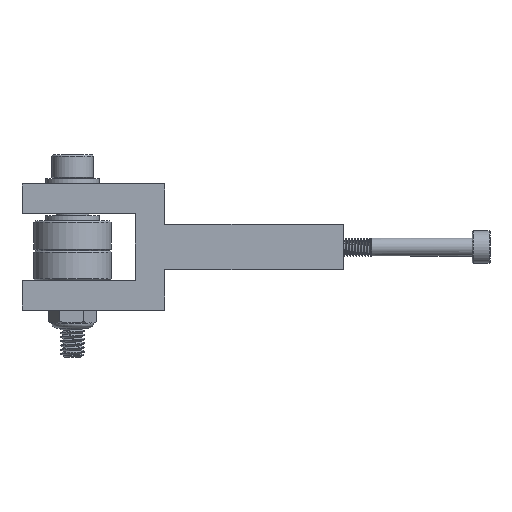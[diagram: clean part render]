
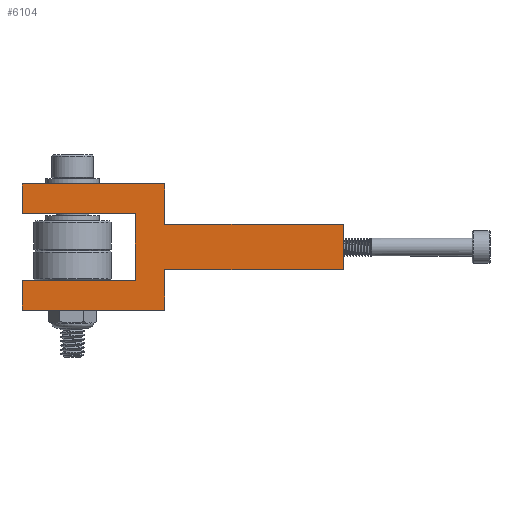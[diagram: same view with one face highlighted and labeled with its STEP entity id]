
A CAD part, top view. The second image highlights one B-rep face of the part: STEP entity #6104.
In plain terms, the highlighted planar face has unit normal (0, 0, 1).
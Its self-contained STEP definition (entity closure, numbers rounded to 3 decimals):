
#1091=FACE_OUTER_BOUND('',#1462,.T.);
#1462=EDGE_LOOP('',(#4235,#4236,#4237,#4238,#4239,#4240,#4241,#4242,#4243,
#4244,#4245,#4246));
#1815=LINE('',#8748,#2131);
#1854=LINE('',#8859,#2170);
#1875=LINE('',#8902,#2191);
#1878=LINE('',#8908,#2194);
#1880=LINE('',#8911,#2196);
#1881=LINE('',#8913,#2197);
#1882=LINE('',#8916,#2198);
#1885=LINE('',#8921,#2201);
#1886=LINE('',#8923,#2202);
#1888=LINE('',#8927,#2204);
#1890=LINE('',#8931,#2206);
#1891=LINE('',#8933,#2207);
#2131=VECTOR('',#7185,1000.);
#2170=VECTOR('',#7290,1000.);
#2191=VECTOR('',#7327,1000.);
#2194=VECTOR('',#7332,1000.);
#2196=VECTOR('',#7336,1000.);
#2197=VECTOR('',#7339,1000.);
#2198=VECTOR('',#7342,1000.);
#2201=VECTOR('',#7347,1000.);
#2202=VECTOR('',#7350,1000.);
#2204=VECTOR('',#7354,1000.);
#2206=VECTOR('',#7358,1000.);
#2207=VECTOR('',#7361,1000.);
#2451=VERTEX_POINT('',#8745);
#2452=VERTEX_POINT('',#8747);
#2490=VERTEX_POINT('',#8856);
#2491=VERTEX_POINT('',#8858);
#2504=VERTEX_POINT('',#8899);
#2505=VERTEX_POINT('',#8901);
#2506=VERTEX_POINT('',#8905);
#2507=VERTEX_POINT('',#8907);
#2508=VERTEX_POINT('',#8915);
#2509=VERTEX_POINT('',#8919);
#2510=VERTEX_POINT('',#8925);
#2511=VERTEX_POINT('',#8929);
#3098=EDGE_CURVE('',#2451,#2452,#1815,.T.);
#3152=EDGE_CURVE('',#2491,#2490,#1854,.T.);
#3173=EDGE_CURVE('',#2504,#2505,#1875,.T.);
#3176=EDGE_CURVE('',#2507,#2506,#1878,.T.);
#3178=EDGE_CURVE('',#2506,#2452,#1880,.T.);
#3179=EDGE_CURVE('',#2507,#2504,#1881,.T.);
#3180=EDGE_CURVE('',#2508,#2505,#1882,.T.);
#3183=EDGE_CURVE('',#2509,#2490,#1885,.T.);
#3184=EDGE_CURVE('',#2451,#2491,#1886,.T.);
#3186=EDGE_CURVE('',#2509,#2510,#1888,.T.);
#3188=EDGE_CURVE('',#2510,#2511,#1890,.T.);
#3189=EDGE_CURVE('',#2508,#2511,#1891,.T.);
#4235=ORIENTED_EDGE('',*,*,#3176,.T.);
#4236=ORIENTED_EDGE('',*,*,#3178,.T.);
#4237=ORIENTED_EDGE('',*,*,#3098,.F.);
#4238=ORIENTED_EDGE('',*,*,#3184,.T.);
#4239=ORIENTED_EDGE('',*,*,#3152,.T.);
#4240=ORIENTED_EDGE('',*,*,#3183,.F.);
#4241=ORIENTED_EDGE('',*,*,#3186,.T.);
#4242=ORIENTED_EDGE('',*,*,#3188,.T.);
#4243=ORIENTED_EDGE('',*,*,#3189,.F.);
#4244=ORIENTED_EDGE('',*,*,#3180,.T.);
#4245=ORIENTED_EDGE('',*,*,#3173,.F.);
#4246=ORIENTED_EDGE('',*,*,#3179,.F.);
#5947=PLANE('',#6587);
#6104=ADVANCED_FACE('',(#1091),#5947,.T.);
#6587=AXIS2_PLACEMENT_3D('',#8934,#7362,#7363);
#7185=DIRECTION('',(1.,0.,0.));
#7290=DIRECTION('',(1.,0.,0.));
#7327=DIRECTION('',(1.,0.,0.));
#7332=DIRECTION('',(1.,0.,0.));
#7336=DIRECTION('',(0.,-1.,0.));
#7339=DIRECTION('',(0.,1.,0.));
#7342=DIRECTION('',(0.,1.,0.));
#7347=DIRECTION('',(0.,-1.,0.));
#7350=DIRECTION('',(0.,-1.,0.));
#7354=DIRECTION('',(1.,0.,0.));
#7358=DIRECTION('',(0.,1.,0.));
#7361=DIRECTION('',(1.,0.,0.));
#7362=DIRECTION('center_axis',(0.,0.,1.));
#7363=DIRECTION('ref_axis',(1.,0.,0.));
#8745=CARTESIAN_POINT('',(-24.,-5.6,10.));
#8747=CARTESIAN_POINT('',(-5.,-5.6,10.));
#8748=CARTESIAN_POINT('',(-19.567,-5.6,10.));
#8856=CARTESIAN_POINT('',(0.,-10.6,10.));
#8858=CARTESIAN_POINT('',(-24.,-10.6,10.));
#8859=CARTESIAN_POINT('',(-13.434,-10.6,10.));
#8899=CARTESIAN_POINT('',(-24.,10.6,10.));
#8901=CARTESIAN_POINT('',(0.,10.6,10.));
#8902=CARTESIAN_POINT('',(-11.434,10.6,10.));
#8905=CARTESIAN_POINT('',(-5.,5.6,10.));
#8907=CARTESIAN_POINT('',(-24.,5.6,10.));
#8908=CARTESIAN_POINT('',(-17.567,5.6,10.));
#8911=CARTESIAN_POINT('',(-5.,-1.995,10.));
#8913=CARTESIAN_POINT('',(-24.,0.11,10.));
#8915=CARTESIAN_POINT('',(0.,3.825,10.));
#8916=CARTESIAN_POINT('',(0.,4.548,10.));
#8919=CARTESIAN_POINT('',(0.,-3.825,10.));
#8921=CARTESIAN_POINT('',(0.,-4.548,10.));
#8923=CARTESIAN_POINT('',(-24.,-0.26,10.));
#8925=CARTESIAN_POINT('',(30.,-3.825,10.));
#8927=CARTESIAN_POINT('',(34.135,-3.825,10.));
#8929=CARTESIAN_POINT('',(30.,3.825,10.));
#8931=CARTESIAN_POINT('',(30.,8.746,10.));
#8933=CARTESIAN_POINT('',(34.135,3.825,10.));
#8934=CARTESIAN_POINT('Origin',(3.,0.,10.));
